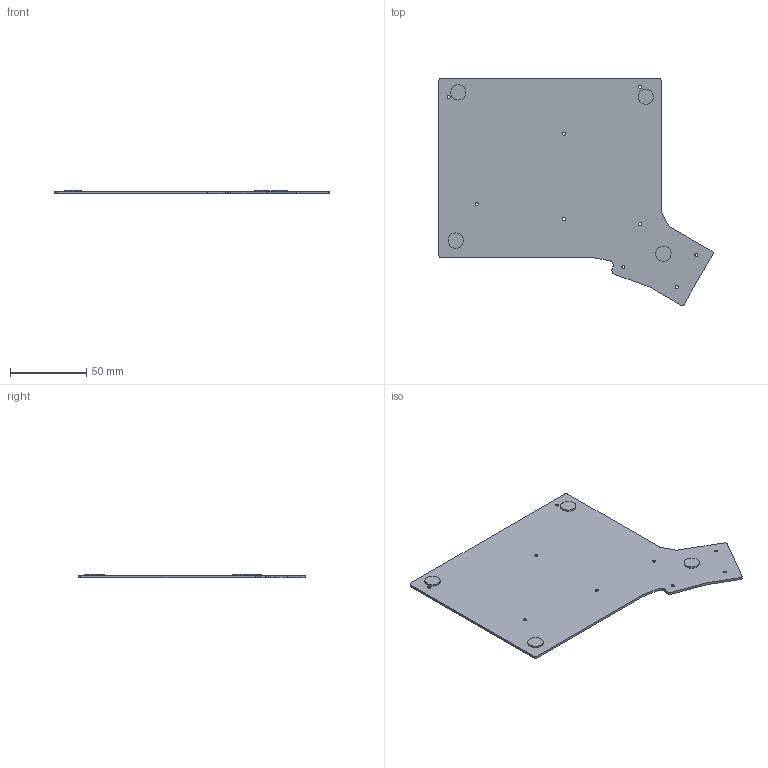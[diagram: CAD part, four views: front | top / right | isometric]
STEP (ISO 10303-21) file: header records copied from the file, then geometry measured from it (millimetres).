
FILE_DESCRIPTION (( 'STEP AP214' ), '1' );
FILE_NAME ('BottomPlate_Left.STEP', '2025-08-01T07:16:26', ( '' ), ( '' ), 'SwSTEP 2.0', 'SolidWorks 2024', '' );
FILE_SCHEMA (( 'AUTOMOTIVE_DESIGN' ));
Length unit declared in the file: millimetre
Products named in the file (1): BottomPlate_Left
Bounding box: 179.88 x 148.67 x 2.5 mm (x, y, z)
Volume: 28203.3 mm3; surface area: 38750 mm2
Topology: 1 solids, 1 shells, 85 faces, 207 edges, 132 vertices
Faces by surface type: cylinder 46, plane 21, cone 18
Entity records: 2586 total; most frequent: DIRECTION 489, CARTESIAN_POINT 425, ORIENTED_EDGE 414, EDGE_CURVE 207, AXIS2_PLACEMENT_3D 196, VERTEX_POINT 132, EDGE_LOOP 111, CIRCLE 110
